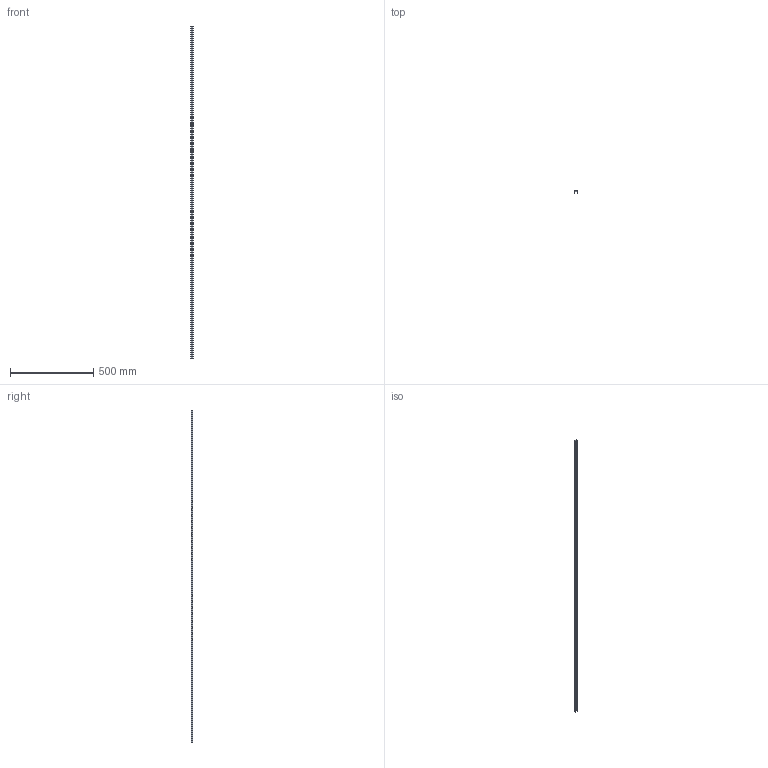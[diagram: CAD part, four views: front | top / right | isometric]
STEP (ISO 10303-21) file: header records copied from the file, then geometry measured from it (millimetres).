
FILE_DESCRIPTION (( 'STEP AP214' ), '1' );
FILE_NAME ('05544-Sliding Door Bottom Guide Channel Aluminium 12x16mm.STEP', '2018-12-04T00:20:55', ( '' ), ( '' ), 'SwSTEP 2.0', 'SolidWorks 2018', '' );
FILE_SCHEMA (( 'AUTOMOTIVE_DESIGN' ));
Length unit declared in the file: millimetre
Products named in the file (2): 05544-Sliding Door Bottom Guide Channel Aluminium 12x16mm
Bounding box: 16 x 12 x 2000 mm (x, y, z)
Volume: 110889 mm3; surface area: 149855.5 mm2
Topology: 1 solids, 1 shells, 285 faces, 771 edges, 514 vertices
Faces by surface type: plane 185, bspline 92, cylinder 8
Entity records: 14153 total; most frequent: CARTESIAN_POINT 7528, ORIENTED_EDGE 1542, DIRECTION 993, EDGE_CURVE 771, LINE 571, VECTOR 571, VERTEX_POINT 514, EDGE_LOOP 311
